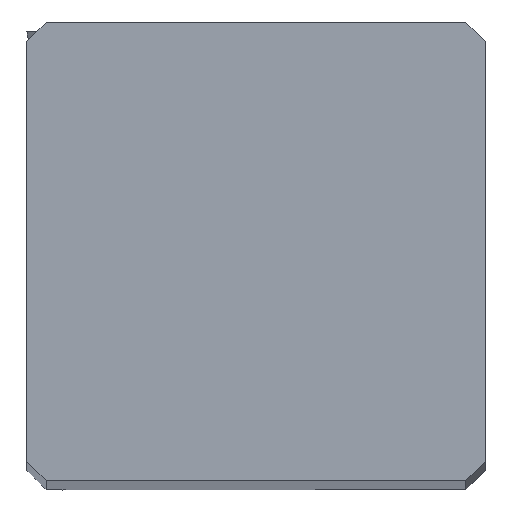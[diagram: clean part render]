
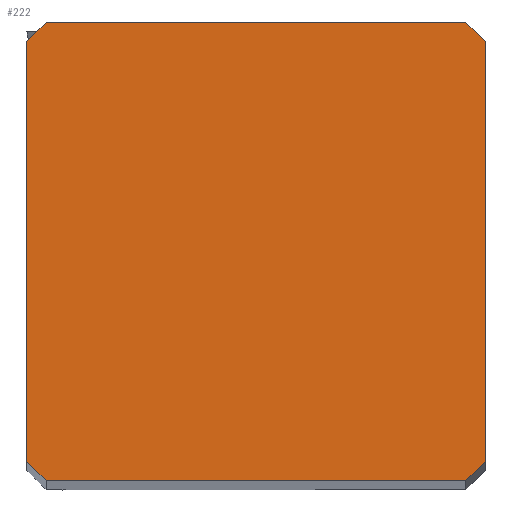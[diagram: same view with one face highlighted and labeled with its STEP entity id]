
A CAD part, top view. The second image highlights one B-rep face of the part: STEP entity #222.
In plain terms, the highlighted planar face has unit normal (0, 0, 1).
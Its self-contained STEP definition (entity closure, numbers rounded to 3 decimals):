
#140=FACE_OUTER_BOUND('',#353,.T.);
#222=ADVANCED_FACE('',(#140),#294,.T.);
#294=PLANE('',#1754);
#353=EDGE_LOOP('',(#553,#554,#555,#556,#557,#558,#559,#560));
#553=ORIENTED_EDGE('',*,*,#1102,.F.);
#554=ORIENTED_EDGE('',*,*,#1098,.F.);
#555=ORIENTED_EDGE('',*,*,#1063,.T.);
#556=ORIENTED_EDGE('',*,*,#1103,.F.);
#557=ORIENTED_EDGE('',*,*,#1104,.F.);
#558=ORIENTED_EDGE('',*,*,#1105,.F.);
#559=ORIENTED_EDGE('',*,*,#1106,.T.);
#560=ORIENTED_EDGE('',*,*,#1107,.F.);
#898=VERTEX_POINT('',#2477);
#899=VERTEX_POINT('',#2479);
#928=VERTEX_POINT('',#2560);
#930=VERTEX_POINT('',#2565);
#931=VERTEX_POINT('',#2570);
#932=VERTEX_POINT('',#2572);
#933=VERTEX_POINT('',#2574);
#934=VERTEX_POINT('',#2576);
#1063=EDGE_CURVE('',#899,#898,#1418,.T.);
#1098=EDGE_CURVE('',#899,#928,#1435,.T.);
#1102=EDGE_CURVE('',#928,#930,#1439,.T.);
#1103=EDGE_CURVE('',#931,#898,#1440,.T.);
#1104=EDGE_CURVE('',#932,#931,#1441,.T.);
#1105=EDGE_CURVE('',#933,#932,#1442,.T.);
#1106=EDGE_CURVE('',#933,#934,#1443,.T.);
#1107=EDGE_CURVE('',#930,#934,#1444,.T.);
#1418=LINE('',#2478,#1538);
#1435=LINE('',#2559,#1555);
#1439=LINE('',#2567,#1559);
#1440=LINE('',#2569,#1560);
#1441=LINE('',#2571,#1561);
#1442=LINE('',#2573,#1562);
#1443=LINE('',#2575,#1563);
#1444=LINE('',#2577,#1564);
#1538=VECTOR('',#1998,1.);
#1555=VECTOR('',#2059,1.);
#1559=VECTOR('',#2065,1.);
#1560=VECTOR('',#2068,1.);
#1561=VECTOR('',#2069,1.);
#1562=VECTOR('',#2070,1.);
#1563=VECTOR('',#2071,1.);
#1564=VECTOR('',#2072,1.);
#1754=AXIS2_PLACEMENT_3D('',#2578,#2073,#2074);
#1998=DIRECTION('',(1.,0.,0.));
#2059=DIRECTION('',(-0.707,0.707,0.));
#2065=DIRECTION('',(0.,1.,0.));
#2068=DIRECTION('',(-0.707,-0.707,0.));
#2069=DIRECTION('',(0.,-1.,0.));
#2070=DIRECTION('',(0.707,-0.707,0.));
#2071=DIRECTION('',(-1.,0.,0.));
#2072=DIRECTION('',(0.707,0.707,0.));
#2073=DIRECTION('',(0.,0.,1.));
#2074=DIRECTION('',(1.,0.,0.));
#2477=CARTESIAN_POINT('',(-0.5,0.,0.));
#2478=CARTESIAN_POINT('',(-11.5,0.,0.));
#2479=CARTESIAN_POINT('',(-11.5,0.,0.));
#2559=CARTESIAN_POINT('',(-11.5,0.,0.));
#2560=CARTESIAN_POINT('',(-12.,0.5,0.));
#2565=CARTESIAN_POINT('',(-12.,11.5,0.));
#2567=CARTESIAN_POINT('',(-12.,0.5,0.));
#2569=CARTESIAN_POINT('',(0.,0.5,0.));
#2570=CARTESIAN_POINT('',(0.,0.5,0.));
#2571=CARTESIAN_POINT('',(0.,11.5,0.));
#2572=CARTESIAN_POINT('',(0.,11.5,0.));
#2573=CARTESIAN_POINT('',(-0.5,12.,0.));
#2574=CARTESIAN_POINT('',(-0.5,12.,0.));
#2575=CARTESIAN_POINT('',(-0.5,12.,0.));
#2576=CARTESIAN_POINT('',(-11.5,12.,0.));
#2577=CARTESIAN_POINT('',(-12.,11.5,0.));
#2578=CARTESIAN_POINT('',(-6.,6.,0.));
